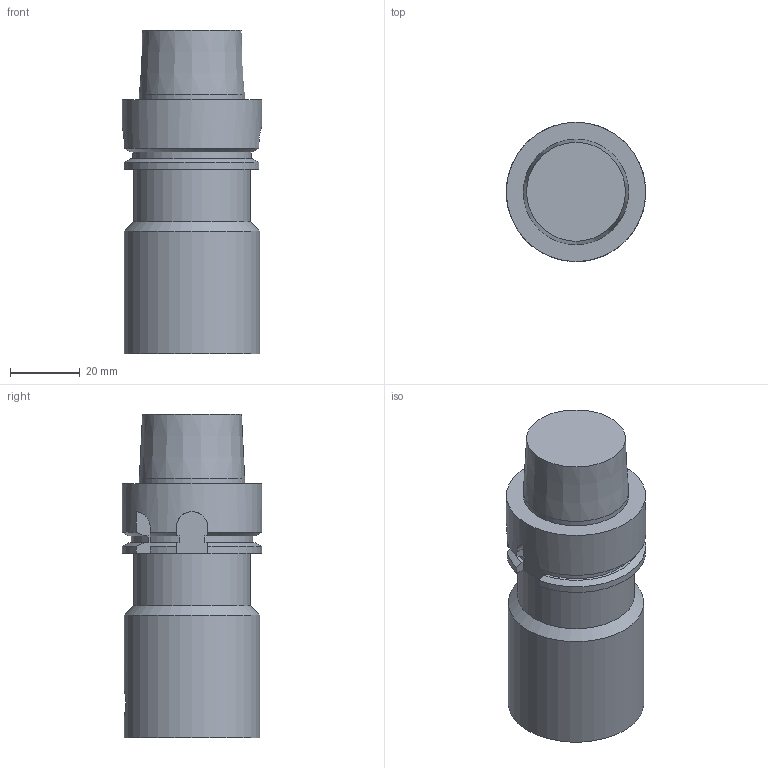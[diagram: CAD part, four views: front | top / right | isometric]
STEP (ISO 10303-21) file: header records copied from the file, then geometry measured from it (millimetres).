
FILE_DESCRIPTION((''),'1');
FILE_NAME('HSK-A40-CKB4-73.stp','2022-09-16T07:13:19',(''),(''),'Spatial Interop R21 SP3','Kubotek KeyCreator 2011 V10.0.2 (22737)',' ');
FILE_SCHEMA(('automotive_design'));
Length unit declared in the file: millimetre
Products named in the file (1): 240[2]
Bounding box: 40 x 40 x 93 mm (x, y, z)
Volume: 85682.8 mm3; surface area: 15637.5 mm2
Topology: 1 solids, 1 shells, 49 faces, 129 edges, 85 vertices
Faces by surface type: plane 25, cylinder 16, cone 8
Full cylindrical faces by diameter (mm): 8.3 x1, 22 x1, 30.25 x1, 33.6 x1, 39 x1, 40 x1
Entity records: 2788 total; most frequent: CARTESIAN_POINT 428, DIRECTION 237, ORIENTED_EDGE 236, PRESENTATION_STYLE_ASSIGNMENT 218, COLOUR_RGB 218, STYLED_ITEM 168, CURVE_STYLE 168, DRAUGHTING_PRE_DEFINED_CURVE_FONT 168
